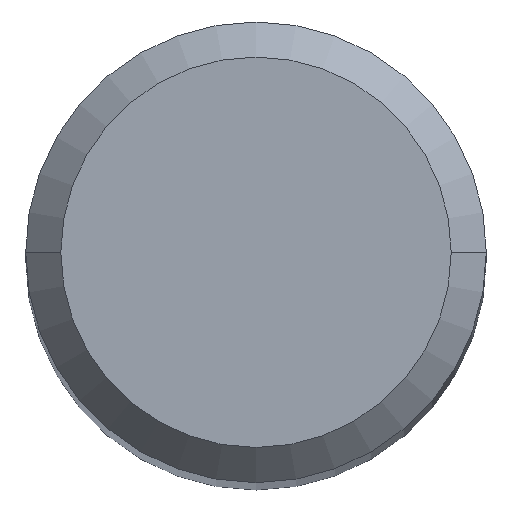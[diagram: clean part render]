
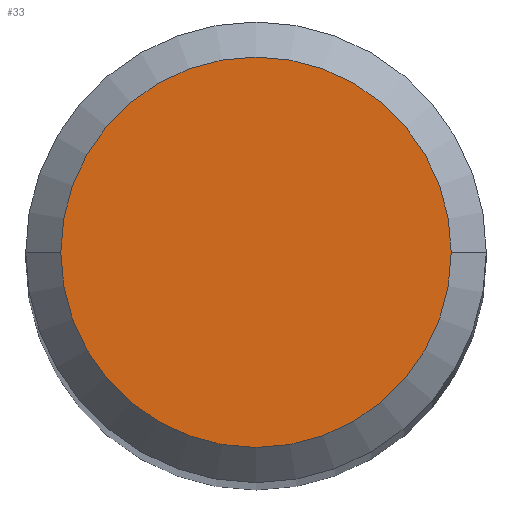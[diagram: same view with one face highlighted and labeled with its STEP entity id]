
A CAD part, top view. The second image highlights one B-rep face of the part: STEP entity #33.
In plain terms, the highlighted planar face has unit normal (0, 0, 1).
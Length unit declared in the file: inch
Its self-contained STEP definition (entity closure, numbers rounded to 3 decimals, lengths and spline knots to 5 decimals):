
#4 = DIRECTION ( 'NONE',  ( 1., 0., 0. ) ) ;
#30 = AXIS2_PLACEMENT_3D ( 'NONE', #90, #72, #4 ) ;
#32 = CIRCLE ( 'NONE', #30, 0.08342 ) ;
#33 = ADVANCED_FACE ( 'NONE', ( #137 ), #222, .T. ) ;
#62 = AXIS2_PLACEMENT_3D ( 'NONE', #189, #249, #211 ) ;
#72 = DIRECTION ( 'NONE',  ( 0., 0., 1. ) ) ;
#79 = CARTESIAN_POINT ( 'NONE',  ( 0., 0., 1.9685 ) ) ;
#90 = CARTESIAN_POINT ( 'NONE',  ( 0., 0., 1.9685 ) ) ;
#93 = CIRCLE ( 'NONE', #62, 0.08342 ) ;
#130 = AXIS2_PLACEMENT_3D ( 'NONE', #79, #154, #239 ) ;
#137 = FACE_OUTER_BOUND ( 'NONE', #182, .T. ) ;
#144 = EDGE_CURVE ( 'NONE', #206, #150, #93, .T. ) ;
#150 = VERTEX_POINT ( 'NONE', #156 ) ;
#154 = DIRECTION ( 'NONE',  ( 0., 0., 1. ) ) ;
#156 = CARTESIAN_POINT ( 'NONE',  ( -0.08342, 0., 1.9685 ) ) ;
#160 = CARTESIAN_POINT ( 'NONE',  ( 0.08342, 0., 1.9685 ) ) ;
#176 = ORIENTED_EDGE ( 'NONE', *, *, #243, .T. ) ;
#182 = EDGE_LOOP ( 'NONE', ( #176, #184 ) ) ;
#184 = ORIENTED_EDGE ( 'NONE', *, *, #144, .T. ) ;
#189 = CARTESIAN_POINT ( 'NONE',  ( 0., 0., 1.9685 ) ) ;
#206 = VERTEX_POINT ( 'NONE', #160 ) ;
#211 = DIRECTION ( 'NONE',  ( 1., 0., 0. ) ) ;
#222 = PLANE ( 'NONE',  #130 ) ;
#239 = DIRECTION ( 'NONE',  ( 1., 0., 0. ) ) ;
#243 = EDGE_CURVE ( 'NONE', #150, #206, #32, .T. ) ;
#249 = DIRECTION ( 'NONE',  ( 0., 0., 1. ) ) ;
